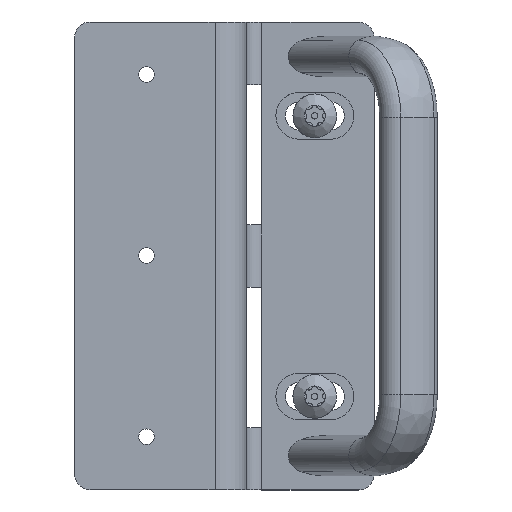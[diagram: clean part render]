
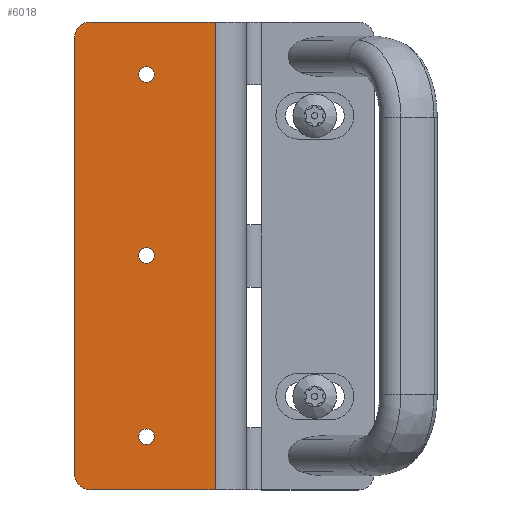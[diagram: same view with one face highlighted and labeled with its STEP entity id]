
A CAD part, top view. The second image highlights one B-rep face of the part: STEP entity #6018.
In plain terms, the highlighted planar face has unit normal (0, 0, 1).
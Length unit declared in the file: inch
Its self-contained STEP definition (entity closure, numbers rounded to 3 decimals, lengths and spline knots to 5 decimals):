
#3 = CARTESIAN_POINT ( 'NONE',  ( -0.98425, 2.29134, 1.10236 ) ) ;
#51 = VECTOR ( 'NONE', #5045, 39.37008 ) ;
#277 = DIRECTION ( 'NONE',  ( 0., 0., -1. ) ) ;
#284 = EDGE_LOOP ( 'NONE', ( #7122 ) ) ;
#310 = EDGE_CURVE ( 'NONE', #11092, #11092, #2499, .T. ) ;
#481 = LINE ( 'NONE', #11416, #9124 ) ;
#650 = CARTESIAN_POINT ( 'NONE',  ( -1.69291, 2.75591, 1.10236 ) ) ;
#855 = EDGE_CURVE ( 'NONE', #10052, #10037, #11469, .T. ) ;
#1207 = CIRCLE ( 'NONE', #11139, 0.09843 ) ;
#1248 = LINE ( 'NONE', #1314, #51 ) ;
#1314 = CARTESIAN_POINT ( 'NONE',  ( -0.11811, -2.95276, 1.10236 ) ) ;
#1331 = DIRECTION ( 'NONE',  ( 1., 0., 0. ) ) ;
#1382 = VERTEX_POINT ( 'NONE', #2078 ) ;
#1387 = FACE_BOUND ( 'NONE', #284, .T. ) ;
#1746 = DIRECTION ( 'NONE',  ( 0., 1., 0. ) ) ;
#2078 = CARTESIAN_POINT ( 'NONE',  ( -0.11811, -2.95276, 1.10236 ) ) ;
#2139 = LINE ( 'NONE', #10552, #4050 ) ;
#2246 = FACE_BOUND ( 'NONE', #3095, .T. ) ;
#2314 = ORIENTED_EDGE ( 'NONE', *, *, #4707, .T. ) ;
#2499 = CIRCLE ( 'NONE', #9312, 0.09843 ) ;
#2551 = DIRECTION ( 'NONE',  ( 0., 1., 0. ) ) ;
#2577 = CARTESIAN_POINT ( 'NONE',  ( -1.88976, -2.75591, 1.10236 ) ) ;
#2619 = AXIS2_PLACEMENT_3D ( 'NONE', #6807, #9606, #8634 ) ;
#2693 = EDGE_LOOP ( 'NONE', ( #5526, #2735, #4857, #8555, #6878, #7785 ) ) ;
#2735 = ORIENTED_EDGE ( 'NONE', *, *, #5962, .F. ) ;
#2996 = CARTESIAN_POINT ( 'NONE',  ( -1.69291, -2.95276, 1.10236 ) ) ;
#3075 = ORIENTED_EDGE ( 'NONE', *, *, #310, .T. ) ;
#3095 = EDGE_LOOP ( 'NONE', ( #2314 ) ) ;
#3106 = DIRECTION ( 'NONE',  ( 0., -1., 0. ) ) ;
#3160 = CARTESIAN_POINT ( 'NONE',  ( -0.98425, 0.10236, 1.10236 ) ) ;
#3184 = DIRECTION ( 'NONE',  ( -1., 0., 0. ) ) ;
#3274 = AXIS2_PLACEMENT_3D ( 'NONE', #650, #10911, #2551 ) ;
#3636 = EDGE_CURVE ( 'NONE', #10052, #5450, #11058, .T. ) ;
#3951 = CIRCLE ( 'NONE', #10565, 0.19685 ) ;
#4050 = VECTOR ( 'NONE', #3184, 39.37008 ) ;
#4080 = CARTESIAN_POINT ( 'NONE',  ( -0.98425, -2.18504, 1.10236 ) ) ;
#4135 = VERTEX_POINT ( 'NONE', #3160 ) ;
#4197 = FACE_OUTER_BOUND ( 'NONE', #2693, .T. ) ;
#4261 = DIRECTION ( 'NONE',  ( 0., -1., 0. ) ) ;
#4344 = AXIS2_PLACEMENT_3D ( 'NONE', #9627, #277, #1331 ) ;
#4707 = EDGE_CURVE ( 'NONE', #9625, #9625, #7880, .T. ) ;
#4857 = ORIENTED_EDGE ( 'NONE', *, *, #11335, .F. ) ;
#5045 = DIRECTION ( 'NONE',  ( 0., -1., 0. ) ) ;
#5446 = CARTESIAN_POINT ( 'NONE',  ( -1.88976, 2.75591, 1.10236 ) ) ;
#5450 = VERTEX_POINT ( 'NONE', #10134 ) ;
#5526 = ORIENTED_EDGE ( 'NONE', *, *, #855, .T. ) ;
#5599 = VERTEX_POINT ( 'NONE', #2996 ) ;
#5913 = CARTESIAN_POINT ( 'NONE',  ( -1.88976, -2.95276, 1.10236 ) ) ;
#5962 = EDGE_CURVE ( 'NONE', #5599, #10037, #3951, .T. ) ;
#5972 = FACE_BOUND ( 'NONE', #6637, .T. ) ;
#6018 = ADVANCED_FACE ( 'NONE', ( #2246, #5972, #1387, #4197 ), #11705, .F. ) ;
#6419 = EDGE_CURVE ( 'NONE', #10899, #1382, #1248, .T. ) ;
#6453 = CARTESIAN_POINT ( 'NONE',  ( -0.98425, 2.38976, 1.10236 ) ) ;
#6514 = CARTESIAN_POINT ( 'NONE',  ( -0.98425, 0.00394, 1.10236 ) ) ;
#6607 = DIRECTION ( 'NONE',  ( 0., 0., -1. ) ) ;
#6637 = EDGE_LOOP ( 'NONE', ( #3075 ) ) ;
#6807 = CARTESIAN_POINT ( 'NONE',  ( -0.98425, -2.28346, 1.10236 ) ) ;
#6878 = ORIENTED_EDGE ( 'NONE', *, *, #11801, .T. ) ;
#7122 = ORIENTED_EDGE ( 'NONE', *, *, #8649, .T. ) ;
#7785 = ORIENTED_EDGE ( 'NONE', *, *, #3636, .F. ) ;
#7880 = CIRCLE ( 'NONE', #2619, 0.09843 ) ;
#8555 = ORIENTED_EDGE ( 'NONE', *, *, #6419, .F. ) ;
#8634 = DIRECTION ( 'NONE',  ( 0., 1., 0. ) ) ;
#8649 = EDGE_CURVE ( 'NONE', #4135, #4135, #1207, .T. ) ;
#8777 = DIRECTION ( 'NONE',  ( 0., 0., -1. ) ) ;
#9063 = VECTOR ( 'NONE', #3106, 39.37008 ) ;
#9124 = VECTOR ( 'NONE', #10544, 39.37008 ) ;
#9312 = AXIS2_PLACEMENT_3D ( 'NONE', #3, #6607, #10372 ) ;
#9366 = CARTESIAN_POINT ( 'NONE',  ( -0.11811, 2.95276, 1.10236 ) ) ;
#9606 = DIRECTION ( 'NONE',  ( 0., 0., -1. ) ) ;
#9625 = VERTEX_POINT ( 'NONE', #4080 ) ;
#9627 = CARTESIAN_POINT ( 'NONE',  ( -0.11811, -2.95276, 1.10236 ) ) ;
#10037 = VERTEX_POINT ( 'NONE', #2577 ) ;
#10052 = VERTEX_POINT ( 'NONE', #5446 ) ;
#10134 = CARTESIAN_POINT ( 'NONE',  ( -1.69291, 2.95276, 1.10236 ) ) ;
#10228 = DIRECTION ( 'NONE',  ( 0., 0., -1. ) ) ;
#10372 = DIRECTION ( 'NONE',  ( 0., 1., 0. ) ) ;
#10531 = CARTESIAN_POINT ( 'NONE',  ( -1.69291, -2.75591, 1.10236 ) ) ;
#10544 = DIRECTION ( 'NONE',  ( -1., 0., 0. ) ) ;
#10552 = CARTESIAN_POINT ( 'NONE',  ( 0.17717, -2.95276, 1.10236 ) ) ;
#10565 = AXIS2_PLACEMENT_3D ( 'NONE', #10531, #8777, #4261 ) ;
#10899 = VERTEX_POINT ( 'NONE', #9366 ) ;
#10911 = DIRECTION ( 'NONE',  ( 0., 0., -1. ) ) ;
#11058 = CIRCLE ( 'NONE', #3274, 0.19685 ) ;
#11092 = VERTEX_POINT ( 'NONE', #6453 ) ;
#11139 = AXIS2_PLACEMENT_3D ( 'NONE', #6514, #10228, #1746 ) ;
#11335 = EDGE_CURVE ( 'NONE', #1382, #5599, #2139, .T. ) ;
#11416 = CARTESIAN_POINT ( 'NONE',  ( 0.17717, 2.95276, 1.10236 ) ) ;
#11469 = LINE ( 'NONE', #5913, #9063 ) ;
#11705 = PLANE ( 'NONE',  #4344 ) ;
#11801 = EDGE_CURVE ( 'NONE', #10899, #5450, #481, .T. ) ;
